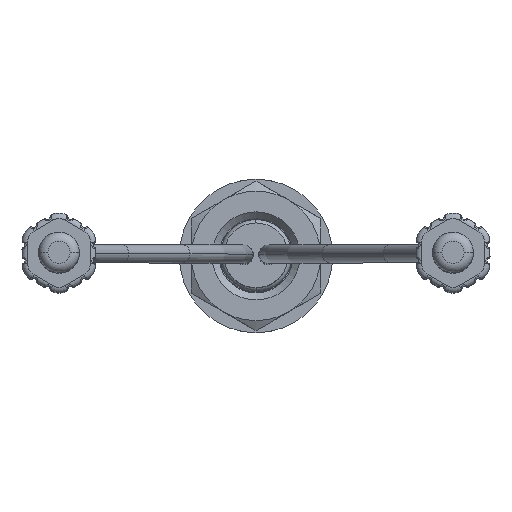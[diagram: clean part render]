
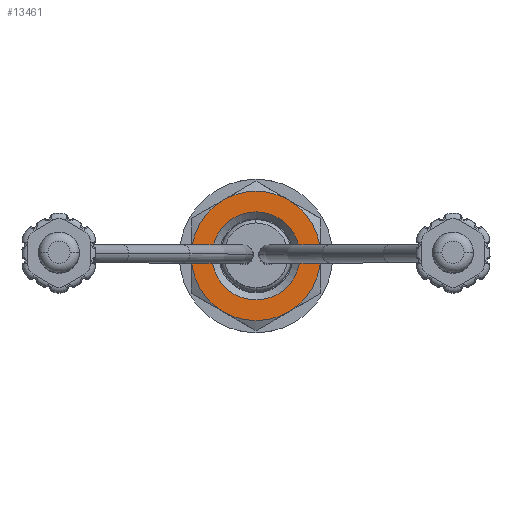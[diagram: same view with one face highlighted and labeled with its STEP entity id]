
A CAD part, top view. The second image highlights one B-rep face of the part: STEP entity #13461.
In plain terms, the highlighted planar face has unit normal (0, 0, 1).
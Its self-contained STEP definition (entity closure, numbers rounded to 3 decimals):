
#2894=CARTESIAN_POINT('',(0.,0.,9.7));
#2895=DIRECTION('',(0.,0.,-1.));
#2896=DIRECTION('',(-1.,0.,0.));
#2897=AXIS2_PLACEMENT_3D('',#2894,#2895,#2896);
#2903=CARTESIAN_POINT('',(0.,0.,9.7));
#2904=DIRECTION('',(0.,0.,-1.));
#2905=DIRECTION('',(1.,0.,0.));
#2906=AXIS2_PLACEMENT_3D('',#2903,#2904,#2905);
#2926=CARTESIAN_POINT('',(0.,0.,9.7));
#2927=DIRECTION('',(0.,0.,-1.));
#2928=DIRECTION('',(0.5,-0.866,0.));
#2929=AXIS2_PLACEMENT_3D('',#2926,#2927,#2928);
#2931=CARTESIAN_POINT('',(0.,0.,9.7));
#2932=DIRECTION('',(0.,0.,-1.));
#2933=DIRECTION('',(0.,-1.,0.));
#2934=AXIS2_PLACEMENT_3D('',#2931,#2932,#2933);
#2936=CARTESIAN_POINT('',(0.,0.,9.7));
#2937=DIRECTION('',(0.,0.,-1.));
#2938=DIRECTION('',(-0.5,-0.866,0.));
#2939=AXIS2_PLACEMENT_3D('',#2936,#2937,#2938);
#2941=CARTESIAN_POINT('',(0.,0.,9.7));
#2942=DIRECTION('',(0.,0.,-1.));
#2943=DIRECTION('',(-1.,0.,0.));
#2944=AXIS2_PLACEMENT_3D('',#2941,#2942,#2943);
#2946=CARTESIAN_POINT('',(0.,0.,9.7));
#2947=DIRECTION('',(0.,0.,-1.));
#2948=DIRECTION('',(-0.5,0.866,0.));
#2949=AXIS2_PLACEMENT_3D('',#2946,#2947,#2948);
#2951=CARTESIAN_POINT('',(0.,0.,9.7));
#2952=DIRECTION('',(0.,0.,-1.));
#2953=DIRECTION('',(0.,1.,0.));
#2954=AXIS2_PLACEMENT_3D('',#2951,#2952,#2953);
#2956=CARTESIAN_POINT('',(0.,0.,9.7));
#2957=DIRECTION('',(0.,0.,-1.));
#2958=DIRECTION('',(0.5,0.866,0.));
#2959=AXIS2_PLACEMENT_3D('',#2956,#2957,#2958);
#2961=CARTESIAN_POINT('',(0.,0.,9.7));
#2962=DIRECTION('',(0.,0.,-1.));
#2963=DIRECTION('',(1.,0.,0.));
#2964=AXIS2_PLACEMENT_3D('',#2961,#2962,#2963);
#2966=CARTESIAN_POINT('',(1.75,-3.031,9.7));
#3174=CARTESIAN_POINT('',(1.75,3.031,9.7));
#3198=CARTESIAN_POINT('',(-1.75,3.031,9.7));
#3222=CARTESIAN_POINT('',(-3.5,0.,9.7));
#3246=CARTESIAN_POINT('',(-1.75,-3.031,9.7));
#3928=CARTESIAN_POINT('',(3.5,0.,9.7));
#7710=VERTEX_POINT('',#3246);
#7715=VERTEX_POINT('',#3222);
#7719=VERTEX_POINT('',#3198);
#7723=VERTEX_POINT('',#3174);
#7727=VERTEX_POINT('',#3928);
#7728=VERTEX_POINT('',#2966);
#7729=CARTESIAN_POINT('',(0.,-3.5,9.7));
#7730=VERTEX_POINT('',#7729);
#7731=CARTESIAN_POINT('',(0.,3.5,9.7));
#7732=VERTEX_POINT('',#7731);
#7749=CARTESIAN_POINT('',(2.38,0.,
9.7));
#7750=VERTEX_POINT('',#7749);
#7751=CARTESIAN_POINT('',(-2.38,0.,
9.7));
#7752=VERTEX_POINT('',#7751);
#13434=CARTESIAN_POINT('',(0.,0.,9.7));
#13435=DIRECTION('',(0.,0.,-1.));
#13436=DIRECTION('',(1.,0.,0.));
#13437=AXIS2_PLACEMENT_3D('',#13434,#13435,#13436);
#13438=PLANE('',#13437);
#13440=ORIENTED_EDGE('',*,*,#13439,.T.);
#13442=ORIENTED_EDGE('',*,*,#13441,.T.);
#13444=ORIENTED_EDGE('',*,*,#13443,.T.);
#13446=ORIENTED_EDGE('',*,*,#13445,.T.);
#13448=ORIENTED_EDGE('',*,*,#13447,.T.);
#13450=ORIENTED_EDGE('',*,*,#13449,.T.);
#13452=ORIENTED_EDGE('',*,*,#13451,.T.);
#13454=ORIENTED_EDGE('',*,*,#13453,.T.);
#13455=EDGE_LOOP('',(#13440,#13442,#13444,#13446,#13448,#13450,#13452,#13454));
#13456=FACE_OUTER_BOUND('',#13455,.F.);
#13457=ORIENTED_EDGE('',*,*,#13376,.F.);
#13458=ORIENTED_EDGE('',*,*,#13401,.F.);
#13459=EDGE_LOOP('',(#13457,#13458));
#13460=FACE_BOUND('',#13459,.F.);
#13461=ADVANCED_FACE('',(#13456,#13460),#13438,.F.);
#2898=CIRCLE('',#2897,2.38);
#2907=CIRCLE('',#2906,2.38);
#2930=CIRCLE('',#2929,3.5);
#2935=CIRCLE('',#2934,3.5);
#2940=CIRCLE('',#2939,3.5);
#2945=CIRCLE('',#2944,3.5);
#2950=CIRCLE('',#2949,3.5);
#2955=CIRCLE('',#2954,3.5);
#2960=CIRCLE('',#2959,3.5);
#2965=CIRCLE('',#2964,3.5);
#13376=EDGE_CURVE('',#7752,#7750,#2898,.T.);
#13401=EDGE_CURVE('',#7750,#7752,#2907,.T.);
#13439=EDGE_CURVE('',#7728,#7730,#2930,.T.);
#13441=EDGE_CURVE('',#7730,#7710,#2935,.T.);
#13443=EDGE_CURVE('',#7710,#7715,#2940,.T.);
#13445=EDGE_CURVE('',#7715,#7719,#2945,.T.);
#13447=EDGE_CURVE('',#7719,#7732,#2950,.T.);
#13449=EDGE_CURVE('',#7732,#7723,#2955,.T.);
#13451=EDGE_CURVE('',#7723,#7727,#2960,.T.);
#13453=EDGE_CURVE('',#7727,#7728,#2965,.T.);
